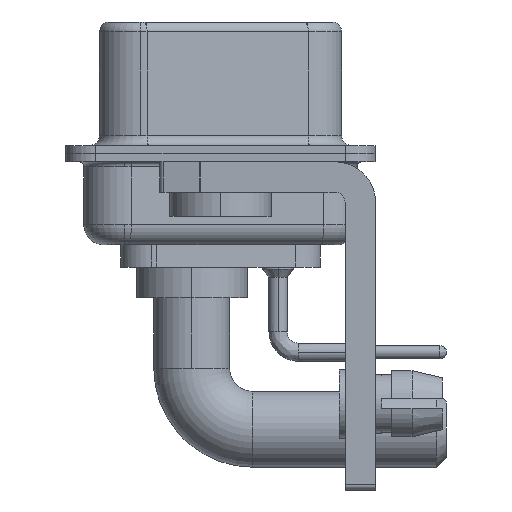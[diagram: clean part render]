
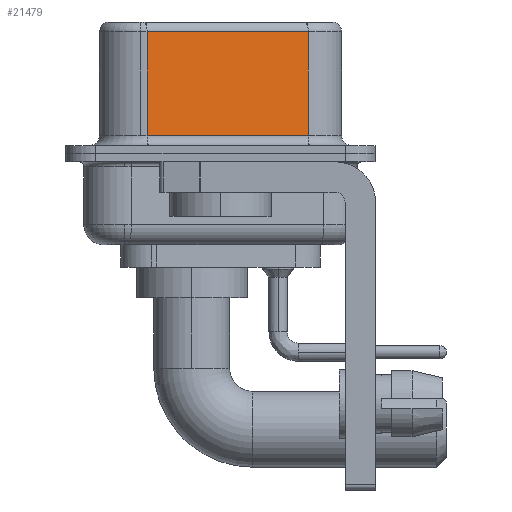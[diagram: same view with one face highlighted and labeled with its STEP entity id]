
A CAD part, left-side view. The second image highlights one B-rep face of the part: STEP entity #21479.
In plain terms, the highlighted planar face has unit normal (-0.985, -0.174, 0).
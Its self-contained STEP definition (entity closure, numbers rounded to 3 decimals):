
#477 = LINE ( 'NONE', #8639, #14254 ) ;
#1735 = LINE ( 'NONE', #19662, #7792 ) ;
#2446 = CARTESIAN_POINT ( 'NONE',  ( 5.132, -4.322, 0.9 ) ) ;
#2678 = EDGE_LOOP ( 'NONE', ( #5149, #3588, #12310, #14578 ) ) ;
#3588 = ORIENTED_EDGE ( 'NONE', *, *, #23755, .T. ) ;
#4400 = EDGE_CURVE ( 'NONE', #13073, #17927, #16714, .T. ) ;
#5149 = ORIENTED_EDGE ( 'NONE', *, *, #14109, .F. ) ;
#6294 = DIRECTION ( 'NONE',  ( 0., 0., -1. ) ) ;
#7046 = LINE ( 'NONE', #15210, #15011 ) ;
#7792 = VECTOR ( 'NONE', #15528, 1000. ) ;
#8639 = CARTESIAN_POINT ( 'NONE',  ( 5.132, -4.322, 0.9 ) ) ;
#8674 = DIRECTION ( 'NONE',  ( 0.985, 0.174, 0. ) ) ;
#10107 = DIRECTION ( 'NONE',  ( 0.174, -0.985, 0. ) ) ;
#10661 = AXIS2_PLACEMENT_3D ( 'NONE', #21371, #8674, #23251 ) ;
#10693 = CARTESIAN_POINT ( 'NONE',  ( 3.73, 3.628, 6.52 ) ) ;
#12310 = ORIENTED_EDGE ( 'NONE', *, *, #4400, .T. ) ;
#13073 = VERTEX_POINT ( 'NONE', #21138 ) ;
#14109 = EDGE_CURVE ( 'NONE', #16610, #20782, #1735, .T. ) ;
#14233 = CARTESIAN_POINT ( 'NONE',  ( 3.73, 3.628, 0.9 ) ) ;
#14254 = VECTOR ( 'NONE', #10107, 1000. ) ;
#14578 = ORIENTED_EDGE ( 'NONE', *, *, #17285, .T. ) ;
#15011 = VECTOR ( 'NONE', #23357, 1000. ) ;
#15210 = CARTESIAN_POINT ( 'NONE',  ( 5.132, -4.322, 6.02 ) ) ;
#15528 = DIRECTION ( 'NONE',  ( 0., 0., -1. ) ) ;
#16523 = VECTOR ( 'NONE', #6294, 1000. ) ;
#16610 = VERTEX_POINT ( 'NONE', #18301 ) ;
#16714 = LINE ( 'NONE', #10693, #16523 ) ;
#17285 = EDGE_CURVE ( 'NONE', #17927, #20782, #477, .T. ) ;
#17927 = VERTEX_POINT ( 'NONE', #14233 ) ;
#18301 = CARTESIAN_POINT ( 'NONE',  ( 5.132, -4.322, 6.02 ) ) ;
#19374 = PLANE ( 'NONE',  #10661 ) ;
#19662 = CARTESIAN_POINT ( 'NONE',  ( 5.132, -4.322, 6.52 ) ) ;
#20782 = VERTEX_POINT ( 'NONE', #2446 ) ;
#21138 = CARTESIAN_POINT ( 'NONE',  ( 3.73, 3.628, 6.02 ) ) ;
#21371 = CARTESIAN_POINT ( 'NONE',  ( 5.132, -4.322, 6.52 ) ) ;
#21479 = ADVANCED_FACE ( 'NONE', ( #22844 ), #19374, .F. ) ;
#22844 = FACE_OUTER_BOUND ( 'NONE', #2678, .T. ) ;
#23251 = DIRECTION ( 'NONE',  ( -0.174, 0.985, 0. ) ) ;
#23357 = DIRECTION ( 'NONE',  ( -0.174, 0.985, 0. ) ) ;
#23755 = EDGE_CURVE ( 'NONE', #16610, #13073, #7046, .T. ) ;
